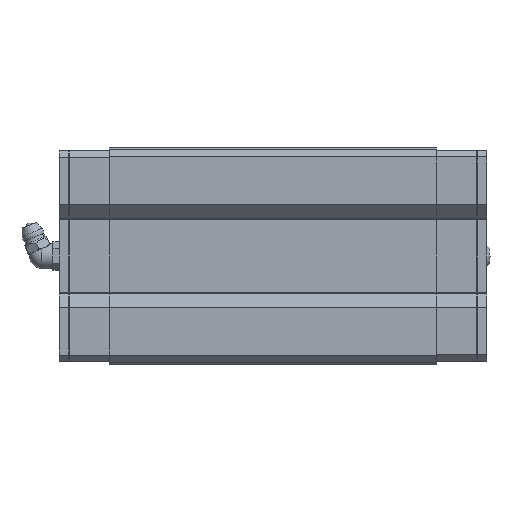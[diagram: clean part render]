
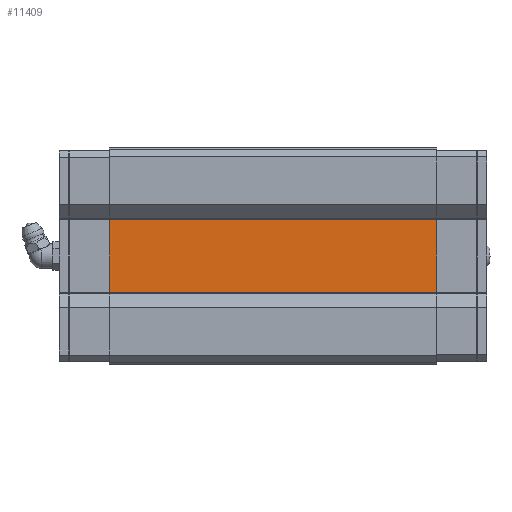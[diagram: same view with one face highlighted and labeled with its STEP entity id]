
A CAD part, front view. The second image highlights one B-rep face of the part: STEP entity #11409.
In plain terms, the highlighted planar face has unit normal (0, -1, 0).
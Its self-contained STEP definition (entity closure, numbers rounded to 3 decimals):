
#339=PLANE('',#12280);
#932=FACE_OUTER_BOUND('',#1583,.T.);
#1583=EDGE_LOOP('',(#9204,#9205,#9206,#9207));
#2564=LINE('',#17506,#3884);
#2613=LINE('',#17613,#3933);
#2614=LINE('',#17616,#3934);
#2615=LINE('',#17617,#3935);
#3884=VECTOR('',#14197,10.);
#3933=VECTOR('',#14280,131.8);
#3934=VECTOR('',#14283,10.);
#3935=VECTOR('',#14284,131.8);
#5403=VERTEX_POINT('',#17503);
#5404=VERTEX_POINT('',#17505);
#5445=VERTEX_POINT('',#17611);
#5446=VERTEX_POINT('',#17615);
#6749=EDGE_CURVE('',#5403,#5404,#2564,.T.);
#6804=EDGE_CURVE('',#5445,#5403,#2613,.T.);
#6805=EDGE_CURVE('',#5446,#5445,#2614,.T.);
#6806=EDGE_CURVE('',#5446,#5404,#2615,.T.);
#9204=ORIENTED_EDGE('',*,*,#6749,.F.);
#9205=ORIENTED_EDGE('',*,*,#6804,.F.);
#9206=ORIENTED_EDGE('',*,*,#6805,.F.);
#9207=ORIENTED_EDGE('',*,*,#6806,.T.);
#11409=ADVANCED_FACE('',(#932),#339,.T.);
#12280=AXIS2_PLACEMENT_3D('',#17614,#14281,#14282);
#14197=DIRECTION('',(-1.,0.,0.));
#14280=DIRECTION('',(0.,0.,-1.));
#14281=DIRECTION('center_axis',(0.,-1.,0.));
#14282=DIRECTION('ref_axis',(0.,0.,-1.));
#14283=DIRECTION('',(1.,0.,0.));
#14284=DIRECTION('',(0.,0.,-1.));
#17503=CARTESIAN_POINT('',(13.251,0.,-52.9));
#17505=CARTESIAN_POINT('',(-13.251,0.,-52.9));
#17506=CARTESIAN_POINT('',(-6.626,0.,-52.9));
#17611=CARTESIAN_POINT('',(13.251,0.,52.9));
#17613=CARTESIAN_POINT('',(13.251,0.,69.1));
#17614=CARTESIAN_POINT('Origin',(-13.251,0.,-52.9));
#17615=CARTESIAN_POINT('',(-13.251,0.,52.9));
#17616=CARTESIAN_POINT('',(-6.626,0.,52.9));
#17617=CARTESIAN_POINT('',(-13.251,0.,69.1));
